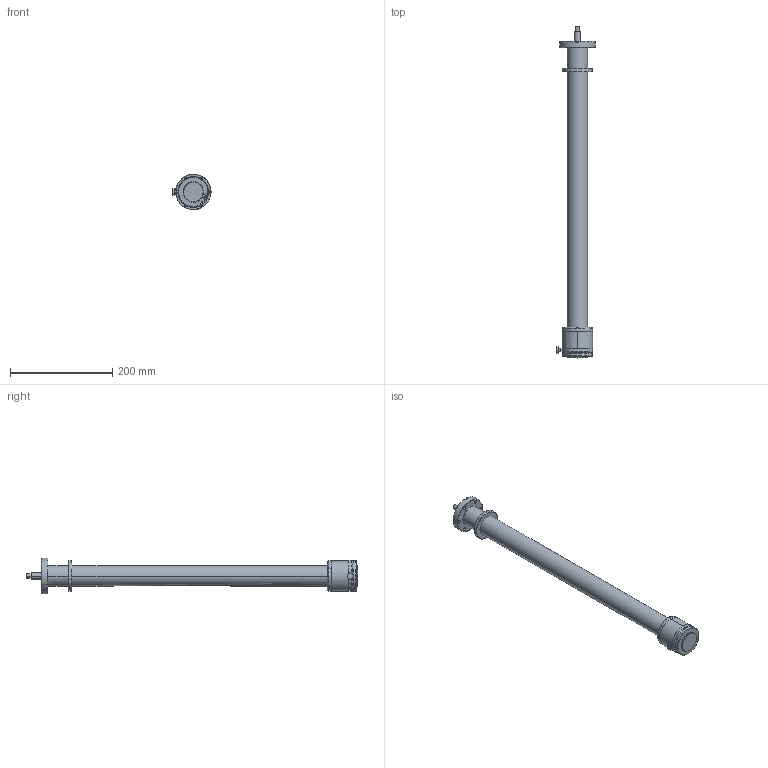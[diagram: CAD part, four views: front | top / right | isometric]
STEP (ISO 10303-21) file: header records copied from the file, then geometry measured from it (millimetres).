
FILE_DESCRIPTION(('CATIA V5 STEP Exchange','CAx-IF Rec.Pracs.--- Model Styling and Organization---1.2---2011-12-15'),'2;1');
FILE_NAME('RM40-0500-0030.stp','2020-02-24T11:45:47+00:00',('none'),('none'),'CATIA Version 5 Release 21 SP 6 (IN-10)','CATIA V5 STEP AP214','none');
FILE_SCHEMA(('AUTOMOTIVE_DESIGN { 1 0 10303 214 1 1 1 1 }'));
Length unit declared in the file: millimetre
Products named in the file (1): RM40-0500-0030
Bounding box: 74.74 x 649.86 x 69.49 mm (x, y, z)
Volume: 260515.7 mm3; surface area: 215490.1 mm2
Topology: 2 solids, 15 shells, 558 faces, 1394 edges, 860 vertices
Faces by surface type: plane 219, cylinder 204, cone 97, torus 36, bspline 2
Entity records: 16064 total; most frequent: CARTESIAN_POINT 3806, ORIENTED_EDGE 2752, DIRECTION 1852, EDGE_CURVE 1376, AXIS2_PLACEMENT_3D 916, VERTEX_POINT 860, VECTOR 630, LINE 630
